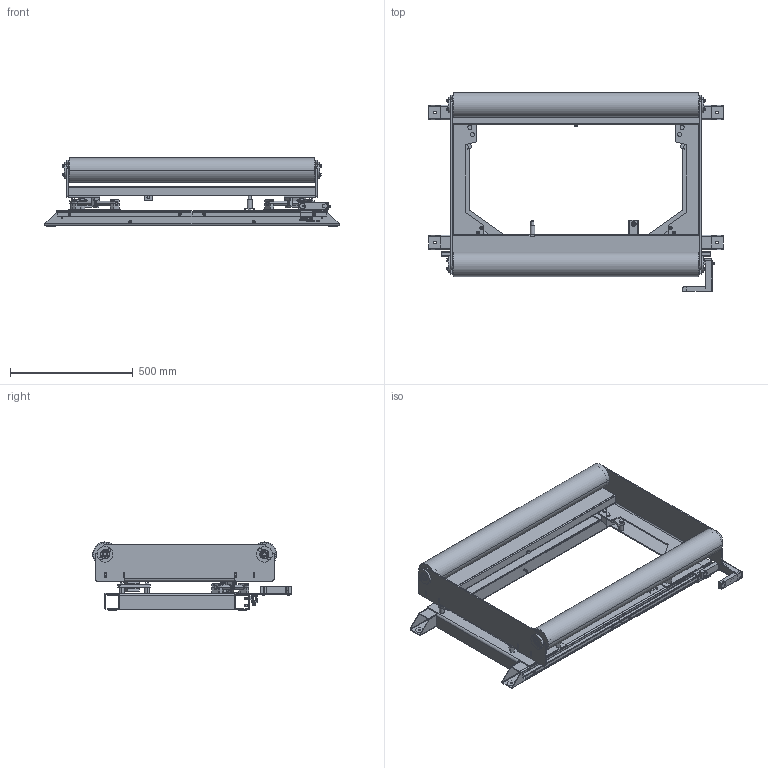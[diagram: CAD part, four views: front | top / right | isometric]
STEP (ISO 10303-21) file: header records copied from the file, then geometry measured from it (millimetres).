
FILE_DESCRIPTION((''),'2;1');
FILE_NAME('150831.1.stp','2015-09-03T15:19:39',(''),(''),'Mechanical Desktop 2009','Mechanical Desktop 2009',', , ');
FILE_SCHEMA(('CONFIG_CONTROL_DESIGN'));
Length unit declared in the file: millimetre
Products named in the file (140): K1508311; K1508312; K1508315; K1508315A; K1508314; K1508314A; K1508316; K1508316A; K1508317A; K1508317; K1309064A; K1309064; K0806235; K0806235A; SCHWEISSBOLZEN_M6X16A; SCHWEISSBOLZEN_M6X16; U-SCHEIBE_10_5_35X2_5; U-SCHEIBE_10_5_35X2_5A; BLINDNIETMUTTER_M6_UT_FESG3_5A; BLINDNIETMUTTER_M6_UT_FESG3_5; K1508312|AVE_RENDER; K1508312|AVE_GLOBAL; K1508312|RM_SDB; K1508313; K1509011; K1509011A; K1509012A; K1509012; K1508318A; K1508318; K1508319; K1508319A; K0806235AA; 6KT-SCHRAUBE_M6X8A; 6KT-SCHRAUBE_M6X8; U-SCHEIBE_M6A; U-SCHEIBE_M6; K1309065A; K1309065; K1508313|AVE_RENDER ...
Assembly tree (292 placements, depth 4):
  K1508311
    K1508312
      K1508315
        K1508315A
      K1508314
        K1508314A
      K1508316
        K1508316A
      K1508317A
        K1508317
      K1309064A
        K1309064
      K0806235
        K0806235A
      SCHWEISSBOLZEN_M6X16A
        SCHWEISSBOLZEN_M6X16
      U-SCHEIBE_10_5_35X2_5  x4
        U-SCHEIBE_10_5_35X2_5A
      BLINDNIETMUTTER_M6_UT_FESG3_5A  x8
        BLINDNIETMUTTER_M6_UT_FESG3_5
      K1508312|AVE_RENDER  x8
      K1508312|AVE_GLOBAL
      K1508312|RM_SDB  x3
    K1508313
      K1509011
        K1509011A
      K1509012A
        K1509012
      K1508318A
        K1508318
      K1508319
        K1508319A
      K0806235AA
        K0806235A
      6KT-SCHRAUBE_M6X8A
        6KT-SCHRAUBE_M6X8
      U-SCHEIBE_M6A
        U-SCHEIBE_M6
      K1309065A
        K1309065
      K1508313|AVE_RENDER  x8
      K1508313|AVE_GLOBAL
      K1508313|RM_SDB  x3
    K0605198  x4
      K0605198A
    WELLE_D16H6X210_ROSTFREIA  x2
      WELLE_D16H6X210_ROSTFREI
    I-6KT_SCHRAUBE_M6X40  x8
      I-6KT_SCHRAUBE_M6X40A
    K0605201  x2
      K0605201A
    K0605202  x4
      K0605202A
    6KT-SCHRAUBE_M8X45A  x4
      6KT-SCHRAUBE_M8X45
    U-SCHEIBE_M8  x8
      U-SCHEIBE_M8A
    K0605203A  x2
      K0605203
    KUGEL_ZU_GLEITLAGERBOCK_D16DU  x2
Bounding box: 1200 x 809.5 x 277.5 mm (x, y, z)
Volume: 9623101.5 mm3; surface area: 4762522.6 mm2
Topology: 160 solids, 161 shells, 2672 faces, 6379 edges, 4136 vertices
Faces by surface type: plane 1281, cylinder 1013, cone 242, torus 92, bspline 34, sphere 10
Entity records: 46217 total; most frequent: CARTESIAN_POINT 8500, DIRECTION 7951, ORIENTED_EDGE 6980, EDGE_CURVE 3490, AXIS2_PLACEMENT_3D 2842, VERTEX_POINT 2276, VECTOR 2267, LINE 2267
